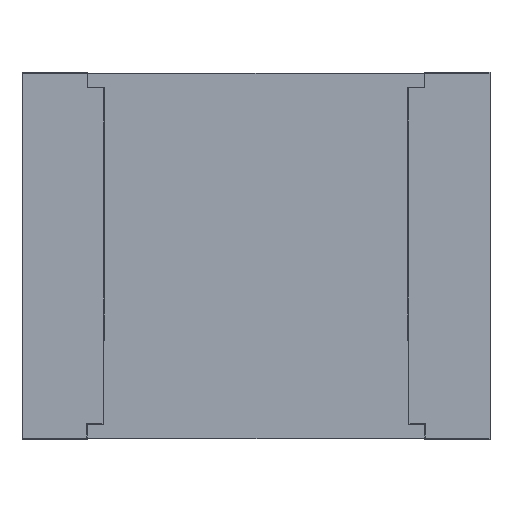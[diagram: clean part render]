
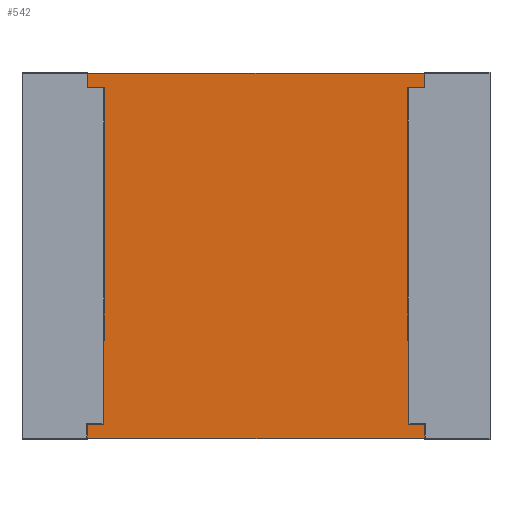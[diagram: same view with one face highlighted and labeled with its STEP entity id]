
A CAD part, front view. The second image highlights one B-rep face of the part: STEP entity #542.
In plain terms, the highlighted planar face has unit normal (0, -1, 0).
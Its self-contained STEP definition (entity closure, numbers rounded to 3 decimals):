
#9 = LINE ( 'NONE', #2744, #2648 ) ;
#13 = VECTOR ( 'NONE', #2088, 1000. ) ;
#56 = DIRECTION ( 'NONE',  ( 1., 0., -0.003 ) ) ;
#75 = VERTEX_POINT ( 'NONE', #2700 ) ;
#81 = VECTOR ( 'NONE', #251, 1000. ) ;
#89 = DIRECTION ( 'NONE',  ( 1., 0., 0. ) ) ;
#99 = CARTESIAN_POINT ( 'NONE',  ( -1.154, -0.245, -1.151 ) ) ;
#111 = DIRECTION ( 'NONE',  ( 1., 0., 0. ) ) ;
#119 = DIRECTION ( 'NONE',  ( 0., 0., 1. ) ) ;
#142 = VERTEX_POINT ( 'NONE', #2217 ) ;
#168 = EDGE_CURVE ( 'NONE', #75, #2664, #1286, .T. ) ;
#181 = VECTOR ( 'NONE', #111, 1000. ) ;
#242 = VECTOR ( 'NONE', #1402, 1000. ) ;
#251 = DIRECTION ( 'NONE',  ( -1., 0., 0. ) ) ;
#262 = ORIENTED_EDGE ( 'NONE', *, *, #1965, .F. ) ;
#267 = AXIS2_PLACEMENT_3D ( 'NONE', #1147, #1889, #2628 ) ;
#268 = EDGE_CURVE ( 'NONE', #3186, #1068, #2796, .T. ) ;
#359 = VECTOR ( 'NONE', #585, 1000. ) ;
#378 = EDGE_CURVE ( 'NONE', #1068, #1869, #1916, .T. ) ;
#379 = CARTESIAN_POINT ( 'NONE',  ( 1.15, -0.245, -1.245 ) ) ;
#395 = LINE ( 'NONE', #549, #2930 ) ;
#412 = VECTOR ( 'NONE', #1232, 1000. ) ;
#497 = VECTOR ( 'NONE', #119, 1000. ) ;
#508 = LINE ( 'NONE', #1586, #181 ) ;
#510 = CARTESIAN_POINT ( 'NONE',  ( -1.154, -0.245, -1.151 ) ) ;
#516 = CARTESIAN_POINT ( 'NONE',  ( -1.6, -0.245, 1.25 ) ) ;
#534 = CARTESIAN_POINT ( 'NONE',  ( -1.15, -0.245, -1.25 ) ) ;
#538 = EDGE_CURVE ( 'NONE', #1749, #3186, #1371, .T. ) ;
#542 = ADVANCED_FACE ( 'NONE', ( #2607 ), #1624, .T. ) ;
#549 = CARTESIAN_POINT ( 'NONE',  ( -1.15, -0.245, -1.245 ) ) ;
#552 = VECTOR ( 'NONE', #1056, 1000. ) ;
#570 = EDGE_CURVE ( 'NONE', #2147, #789, #820, .T. ) ;
#585 = DIRECTION ( 'NONE',  ( -1., 0., 0. ) ) ;
#589 = CARTESIAN_POINT ( 'NONE',  ( 1.041, -0.245, -1.152 ) ) ;
#596 = ORIENTED_EDGE ( 'NONE', *, *, #1038, .T. ) ;
#609 = ORIENTED_EDGE ( 'NONE', *, *, #642, .F. ) ;
#642 = EDGE_CURVE ( 'NONE', #1217, #2531, #9, .T. ) ;
#664 = LINE ( 'NONE', #516, #1197 ) ;
#699 = CARTESIAN_POINT ( 'NONE',  ( 1.15, -0.245, -1.25 ) ) ;
#703 = EDGE_CURVE ( 'NONE', #1869, #75, #774, .T. ) ;
#745 = ORIENTED_EDGE ( 'NONE', *, *, #2561, .F. ) ;
#763 = CARTESIAN_POINT ( 'NONE',  ( 1.154, -0.245, -1.245 ) ) ;
#774 = LINE ( 'NONE', #1791, #1450 ) ;
#789 = VERTEX_POINT ( 'NONE', #843 ) ;
#801 = CARTESIAN_POINT ( 'NONE',  ( 1.15, -0.245, 1.155 ) ) ;
#820 = LINE ( 'NONE', #510, #2368 ) ;
#823 = CARTESIAN_POINT ( 'NONE',  ( 1.038, -0.245, 0.002 ) ) ;
#839 = CARTESIAN_POINT ( 'NONE',  ( 1.15, -0.245, -1.255 ) ) ;
#843 = CARTESIAN_POINT ( 'NONE',  ( -1.041, -0.245, -1.152 ) ) ;
#845 = CARTESIAN_POINT ( 'NONE',  ( -1.154, -0.245, -1.25 ) ) ;
#961 = ORIENTED_EDGE ( 'NONE', *, *, #378, .T. ) ;
#999 = CARTESIAN_POINT ( 'NONE',  ( -1.15, -0.245, 1.25 ) ) ;
#1012 = DIRECTION ( 'NONE',  ( 0., 0., 1. ) ) ;
#1023 = VERTEX_POINT ( 'NONE', #1821 ) ;
#1038 = EDGE_CURVE ( 'NONE', #2346, #2382, #1414, .T. ) ;
#1056 = DIRECTION ( 'NONE',  ( -1., 0., -0.003 ) ) ;
#1068 = VERTEX_POINT ( 'NONE', #1098 ) ;
#1085 = ORIENTED_EDGE ( 'NONE', *, *, #1656, .T. ) ;
#1098 = CARTESIAN_POINT ( 'NONE',  ( 1.041, -0.245, -1.152 ) ) ;
#1147 = CARTESIAN_POINT ( 'NONE',  ( 0., -0.245, 0. ) ) ;
#1170 = VECTOR ( 'NONE', #2169, 1000. ) ;
#1176 = LINE ( 'NONE', #845, #1412 ) ;
#1197 = VECTOR ( 'NONE', #2248, 1000. ) ;
#1217 = VERTEX_POINT ( 'NONE', #1452 ) ;
#1232 = DIRECTION ( 'NONE',  ( 1., 0., 0. ) ) ;
#1271 = DIRECTION ( 'NONE',  ( 0.003, 0., 1. ) ) ;
#1286 = LINE ( 'NONE', #1731, #412 ) ;
#1337 = ORIENTED_EDGE ( 'NONE', *, *, #538, .T. ) ;
#1354 = DIRECTION ( 'NONE',  ( 0., 0., 1. ) ) ;
#1371 = LINE ( 'NONE', #2362, #1170 ) ;
#1402 = DIRECTION ( 'NONE',  ( 0., 0., 1. ) ) ;
#1412 = VECTOR ( 'NONE', #1354, 1000. ) ;
#1414 = LINE ( 'NONE', #839, #2254 ) ;
#1426 = ORIENTED_EDGE ( 'NONE', *, *, #2138, .T. ) ;
#1434 = CARTESIAN_POINT ( 'NONE',  ( 1.15, -0.245, 1.25 ) ) ;
#1442 = CARTESIAN_POINT ( 'NONE',  ( 1.15, -0.245, -1.245 ) ) ;
#1449 = LINE ( 'NONE', #379, #359 ) ;
#1450 = VECTOR ( 'NONE', #1844, 1000. ) ;
#1452 = CARTESIAN_POINT ( 'NONE',  ( -1.15, -0.245, 1.155 ) ) ;
#1530 = CARTESIAN_POINT ( 'NONE',  ( -1.041, -0.245, -1.152 ) ) ;
#1539 = CARTESIAN_POINT ( 'NONE',  ( -1.15, -0.245, -1.255 ) ) ;
#1565 = CARTESIAN_POINT ( 'NONE',  ( -1.154, -0.245, -1.245 ) ) ;
#1586 = CARTESIAN_POINT ( 'NONE',  ( 0., -0.245, -1.25 ) ) ;
#1599 = CARTESIAN_POINT ( 'NONE',  ( 1.15, -0.245, 1.255 ) ) ;
#1624 = PLANE ( 'NONE',  #267 ) ;
#1656 = EDGE_CURVE ( 'NONE', #2664, #2875, #2469, .T. ) ;
#1708 = EDGE_CURVE ( 'NONE', #2875, #2531, #664, .T. ) ;
#1717 = ORIENTED_EDGE ( 'NONE', *, *, #2812, .F. ) ;
#1731 = CARTESIAN_POINT ( 'NONE',  ( 1.15, -0.245, 1.155 ) ) ;
#1749 = VERTEX_POINT ( 'NONE', #763 ) ;
#1791 = CARTESIAN_POINT ( 'NONE',  ( 1.038, -0.245, 1.155 ) ) ;
#1821 = CARTESIAN_POINT ( 'NONE',  ( -1.038, -0.245, 1.155 ) ) ;
#1832 = LINE ( 'NONE', #1539, #2865 ) ;
#1844 = DIRECTION ( 'NONE',  ( 0., 0., 1. ) ) ;
#1845 = VERTEX_POINT ( 'NONE', #534 ) ;
#1869 = VERTEX_POINT ( 'NONE', #823 ) ;
#1889 = DIRECTION ( 'NONE',  ( 0., -1., 0. ) ) ;
#1892 = EDGE_CURVE ( 'NONE', #2606, #142, #395, .T. ) ;
#1896 = CARTESIAN_POINT ( 'NONE',  ( -1.15, -0.245, 1.155 ) ) ;
#1916 = LINE ( 'NONE', #589, #13 ) ;
#1955 = VERTEX_POINT ( 'NONE', #2110 ) ;
#1965 = EDGE_CURVE ( 'NONE', #2606, #2147, #1176, .T. ) ;
#1989 = ORIENTED_EDGE ( 'NONE', *, *, #3141, .F. ) ;
#2013 = ORIENTED_EDGE ( 'NONE', *, *, #268, .T. ) ;
#2041 = CARTESIAN_POINT ( 'NONE',  ( 1.154, -0.245, -1.151 ) ) ;
#2088 = DIRECTION ( 'NONE',  ( -0.003, 0., 1. ) ) ;
#2110 = CARTESIAN_POINT ( 'NONE',  ( -1.038, -0.245, 0.002 ) ) ;
#2132 = CARTESIAN_POINT ( 'NONE',  ( -1.038, -0.245, 1.155 ) ) ;
#2138 = EDGE_CURVE ( 'NONE', #1845, #2346, #508, .T. ) ;
#2139 = ORIENTED_EDGE ( 'NONE', *, *, #168, .T. ) ;
#2147 = VERTEX_POINT ( 'NONE', #99 ) ;
#2169 = DIRECTION ( 'NONE',  ( 0., 0., 1. ) ) ;
#2217 = CARTESIAN_POINT ( 'NONE',  ( -1.15, -0.245, -1.245 ) ) ;
#2248 = DIRECTION ( 'NONE',  ( -1., 0., 0. ) ) ;
#2254 = VECTOR ( 'NONE', #2319, 1000. ) ;
#2319 = DIRECTION ( 'NONE',  ( 0., 0., 1. ) ) ;
#2337 = ORIENTED_EDGE ( 'NONE', *, *, #1708, .T. ) ;
#2346 = VERTEX_POINT ( 'NONE', #699 ) ;
#2362 = CARTESIAN_POINT ( 'NONE',  ( 1.154, -0.245, -1.25 ) ) ;
#2367 = LINE ( 'NONE', #1896, #81 ) ;
#2368 = VECTOR ( 'NONE', #56, 1000. ) ;
#2382 = VERTEX_POINT ( 'NONE', #1442 ) ;
#2407 = ORIENTED_EDGE ( 'NONE', *, *, #2669, .F. ) ;
#2469 = LINE ( 'NONE', #1599, #497 ) ;
#2505 = ORIENTED_EDGE ( 'NONE', *, *, #1892, .T. ) ;
#2531 = VERTEX_POINT ( 'NONE', #999 ) ;
#2561 = EDGE_CURVE ( 'NONE', #789, #1955, #3055, .T. ) ;
#2606 = VERTEX_POINT ( 'NONE', #1565 ) ;
#2607 = FACE_OUTER_BOUND ( 'NONE', #2943, .T. ) ;
#2628 = DIRECTION ( 'NONE',  ( 0., 0., -1. ) ) ;
#2648 = VECTOR ( 'NONE', #1012, 1000. ) ;
#2664 = VERTEX_POINT ( 'NONE', #801 ) ;
#2669 = EDGE_CURVE ( 'NONE', #1845, #142, #1832, .T. ) ;
#2680 = ORIENTED_EDGE ( 'NONE', *, *, #703, .T. ) ;
#2700 = CARTESIAN_POINT ( 'NONE',  ( 1.038, -0.245, 1.155 ) ) ;
#2711 = ORIENTED_EDGE ( 'NONE', *, *, #570, .F. ) ;
#2717 = LINE ( 'NONE', #2132, #242 ) ;
#2744 = CARTESIAN_POINT ( 'NONE',  ( -1.15, -0.245, 1.255 ) ) ;
#2766 = EDGE_CURVE ( 'NONE', #1749, #2382, #1449, .T. ) ;
#2796 = LINE ( 'NONE', #2041, #552 ) ;
#2812 = EDGE_CURVE ( 'NONE', #1955, #1023, #2717, .T. ) ;
#2865 = VECTOR ( 'NONE', #3021, 1000. ) ;
#2875 = VERTEX_POINT ( 'NONE', #1434 ) ;
#2907 = VECTOR ( 'NONE', #1271, 1000. ) ;
#2930 = VECTOR ( 'NONE', #89, 1000. ) ;
#2943 = EDGE_LOOP ( 'NONE', ( #2505, #2407, #1426, #596, #3084, #1337, #2013, #961, #2680, #2139, #1085, #2337, #609, #1989, #1717, #745, #2711, #262 ) ) ;
#2959 = CARTESIAN_POINT ( 'NONE',  ( 1.154, -0.245, -1.151 ) ) ;
#3021 = DIRECTION ( 'NONE',  ( 0., 0., 1. ) ) ;
#3055 = LINE ( 'NONE', #1530, #2907 ) ;
#3084 = ORIENTED_EDGE ( 'NONE', *, *, #2766, .F. ) ;
#3141 = EDGE_CURVE ( 'NONE', #1023, #1217, #2367, .T. ) ;
#3186 = VERTEX_POINT ( 'NONE', #2959 ) ;
